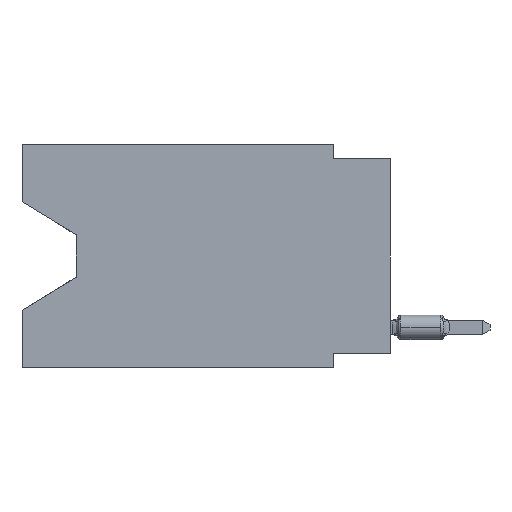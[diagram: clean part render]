
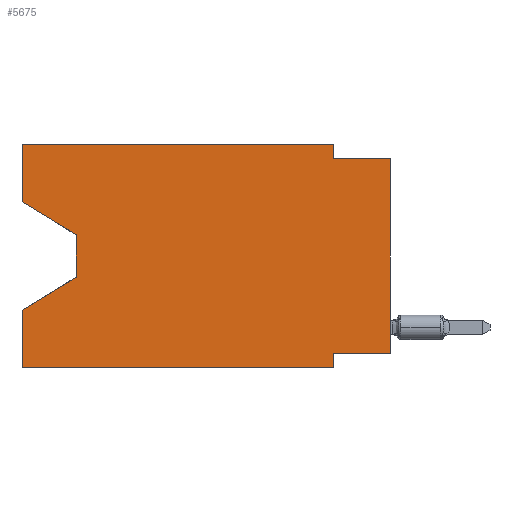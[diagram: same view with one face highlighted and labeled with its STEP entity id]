
A CAD part, left-side view. The second image highlights one B-rep face of the part: STEP entity #5675.
In plain terms, the highlighted planar face has unit normal (-1, 0, 0).
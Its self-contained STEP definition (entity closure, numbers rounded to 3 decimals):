
#3 = DIRECTION ( 'NONE',  ( 0., 1., 0. ) ) ;
#377 = ORIENTED_EDGE ( 'NONE', *, *, #11770, .F. ) ;
#473 = VECTOR ( 'NONE', #7003, 1000. ) ;
#716 = VECTOR ( 'NONE', #10418, 1000. ) ;
#734 = ORIENTED_EDGE ( 'NONE', *, *, #12818, .F. ) ;
#809 = DIRECTION ( 'NONE',  ( 0., -0.855, -0.519 ) ) ;
#813 = EDGE_CURVE ( 'NONE', #2897, #1277, #3058, .T. ) ;
#853 = VERTEX_POINT ( 'NONE', #10764 ) ;
#1038 = CARTESIAN_POINT ( 'NONE',  ( 0., 16.383, -9.906 ) ) ;
#1277 = VERTEX_POINT ( 'NONE', #5585 ) ;
#1636 = DIRECTION ( 'NONE',  ( 0., 0., 1. ) ) ;
#1957 = VECTOR ( 'NONE', #809, 1000. ) ;
#1973 = CARTESIAN_POINT ( 'NONE',  ( 0., 2.54, 0. ) ) ;
#2097 = EDGE_CURVE ( 'NONE', #2938, #7610, #3916, .T. ) ;
#2205 = LINE ( 'NONE', #8927, #9627 ) ;
#2301 = VERTEX_POINT ( 'NONE', #10391 ) ;
#2604 = CARTESIAN_POINT ( 'NONE',  ( 0., 16.383, 0. ) ) ;
#2755 = DIRECTION ( 'NONE',  ( 0., 0., 1. ) ) ;
#2804 = VERTEX_POINT ( 'NONE', #1038 ) ;
#2897 = VERTEX_POINT ( 'NONE', #7116 ) ;
#2938 = VERTEX_POINT ( 'NONE', #5169 ) ;
#3058 = LINE ( 'NONE', #4992, #473 ) ;
#3288 = ORIENTED_EDGE ( 'NONE', *, *, #11268, .T. ) ;
#3453 = DIRECTION ( 'NONE',  ( 0., 0., -1. ) ) ;
#3469 = ORIENTED_EDGE ( 'NONE', *, *, #3943, .T. ) ;
#3481 = ORIENTED_EDGE ( 'NONE', *, *, #9867, .F. ) ;
#3729 = CARTESIAN_POINT ( 'NONE',  ( 0., 16.383, 0. ) ) ;
#3826 = EDGE_CURVE ( 'NONE', #9674, #2897, #6478, .T. ) ;
#3853 = LINE ( 'NONE', #6882, #1957 ) ;
#3916 = LINE ( 'NONE', #3729, #7087 ) ;
#3943 = EDGE_CURVE ( 'NONE', #2804, #8707, #5758, .T. ) ;
#4278 = VECTOR ( 'NONE', #7597, 1000. ) ;
#4414 = DIRECTION ( 'NONE',  ( 1., 0., 0. ) ) ;
#4436 = CARTESIAN_POINT ( 'NONE',  ( 0., 13.97, -4.013 ) ) ;
#4621 = LINE ( 'NONE', #9600, #9461 ) ;
#4696 = EDGE_CURVE ( 'NONE', #2938, #9674, #3853, .T. ) ;
#4811 = DIRECTION ( 'NONE',  ( 0., 0., -1. ) ) ;
#4992 = CARTESIAN_POINT ( 'NONE',  ( 0., 13.97, -5.893 ) ) ;
#5064 = CARTESIAN_POINT ( 'NONE',  ( 0., 0., -0.635 ) ) ;
#5169 = CARTESIAN_POINT ( 'NONE',  ( 0., 16.383, -2.546 ) ) ;
#5375 = CARTESIAN_POINT ( 'NONE',  ( 0., 2.54, -9.906 ) ) ;
#5379 = PLANE ( 'NONE',  #7772 ) ;
#5450 = CARTESIAN_POINT ( 'NONE',  ( 0., 0., 0. ) ) ;
#5585 = CARTESIAN_POINT ( 'NONE',  ( 0., 16.383, -7.36 ) ) ;
#5675 = ADVANCED_FACE ( 'NONE', ( #7324 ), #5379, .F. ) ;
#5697 = VERTEX_POINT ( 'NONE', #7712 ) ;
#5706 = VECTOR ( 'NONE', #3453, 1000. ) ;
#5758 = LINE ( 'NONE', #6733, #4278 ) ;
#5912 = EDGE_CURVE ( 'NONE', #2301, #5697, #2205, .T. ) ;
#6206 = DIRECTION ( 'NONE',  ( 0., 0., -1. ) ) ;
#6356 = ORIENTED_EDGE ( 'NONE', *, *, #5912, .F. ) ;
#6478 = LINE ( 'NONE', #10379, #5706 ) ;
#6595 = VECTOR ( 'NONE', #12139, 1000. ) ;
#6708 = ORIENTED_EDGE ( 'NONE', *, *, #813, .T. ) ;
#6733 = CARTESIAN_POINT ( 'NONE',  ( 0., 16.383, -9.906 ) ) ;
#6882 = CARTESIAN_POINT ( 'NONE',  ( 0., 16.383, -2.546 ) ) ;
#7003 = DIRECTION ( 'NONE',  ( 0., 0.855, -0.519 ) ) ;
#7053 = VECTOR ( 'NONE', #9979, 1000. ) ;
#7066 = LINE ( 'NONE', #5064, #7053 ) ;
#7087 = VECTOR ( 'NONE', #2755, 1000. ) ;
#7116 = CARTESIAN_POINT ( 'NONE',  ( 0., 13.97, -5.893 ) ) ;
#7297 = ORIENTED_EDGE ( 'NONE', *, *, #8031, .F. ) ;
#7323 = VERTEX_POINT ( 'NONE', #11399 ) ;
#7324 = FACE_OUTER_BOUND ( 'NONE', #11655, .T. ) ;
#7382 = LINE ( 'NONE', #5375, #8890 ) ;
#7597 = DIRECTION ( 'NONE',  ( 0., -1., 0. ) ) ;
#7610 = VERTEX_POINT ( 'NONE', #9954 ) ;
#7651 = VECTOR ( 'NONE', #1636, 1000. ) ;
#7712 = CARTESIAN_POINT ( 'NONE',  ( 0., 2.54, -9.271 ) ) ;
#7772 = AXIS2_PLACEMENT_3D ( 'NONE', #9329, #4414, #8365 ) ;
#8031 = EDGE_CURVE ( 'NONE', #2804, #1277, #9517, .T. ) ;
#8291 = ORIENTED_EDGE ( 'NONE', *, *, #4696, .T. ) ;
#8312 = ORIENTED_EDGE ( 'NONE', *, *, #3826, .T. ) ;
#8365 = DIRECTION ( 'NONE',  ( 0., 0., -1. ) ) ;
#8707 = VERTEX_POINT ( 'NONE', #11916 ) ;
#8890 = VECTOR ( 'NONE', #6206, 1000. ) ;
#8927 = CARTESIAN_POINT ( 'NONE',  ( 0., 0., -9.271 ) ) ;
#9212 = LINE ( 'NONE', #5450, #6595 ) ;
#9329 = CARTESIAN_POINT ( 'NONE',  ( 0., 16.383, 0. ) ) ;
#9430 = CARTESIAN_POINT ( 'NONE',  ( 0., 16.383, 0. ) ) ;
#9461 = VECTOR ( 'NONE', #4811, 1000. ) ;
#9517 = LINE ( 'NONE', #2604, #7651 ) ;
#9600 = CARTESIAN_POINT ( 'NONE',  ( 0., 2.54, 0. ) ) ;
#9627 = VECTOR ( 'NONE', #3, 1000. ) ;
#9674 = VERTEX_POINT ( 'NONE', #4436 ) ;
#9867 = EDGE_CURVE ( 'NONE', #10000, #7323, #4621, .T. ) ;
#9954 = CARTESIAN_POINT ( 'NONE',  ( 0., 16.383, 0. ) ) ;
#9979 = DIRECTION ( 'NONE',  ( 0., -1., 0. ) ) ;
#10000 = VERTEX_POINT ( 'NONE', #1973 ) ;
#10379 = CARTESIAN_POINT ( 'NONE',  ( 0., 13.97, -4.013 ) ) ;
#10384 = ORIENTED_EDGE ( 'NONE', *, *, #12225, .F. ) ;
#10391 = CARTESIAN_POINT ( 'NONE',  ( 0., 0., -9.271 ) ) ;
#10418 = DIRECTION ( 'NONE',  ( 0., -1., 0. ) ) ;
#10479 = LINE ( 'NONE', #9430, #716 ) ;
#10764 = CARTESIAN_POINT ( 'NONE',  ( 0., 0., -0.635 ) ) ;
#11268 = EDGE_CURVE ( 'NONE', #2301, #853, #9212, .T. ) ;
#11399 = CARTESIAN_POINT ( 'NONE',  ( 0., 2.54, -0.635 ) ) ;
#11655 = EDGE_LOOP ( 'NONE', ( #8291, #8312, #6708, #7297, #3469, #377, #6356, #3288, #734, #3481, #10384, #12346 ) ) ;
#11770 = EDGE_CURVE ( 'NONE', #5697, #8707, #7382, .T. ) ;
#11916 = CARTESIAN_POINT ( 'NONE',  ( 0., 2.54, -9.906 ) ) ;
#12139 = DIRECTION ( 'NONE',  ( 0., 0., 1. ) ) ;
#12225 = EDGE_CURVE ( 'NONE', #7610, #10000, #10479, .T. ) ;
#12346 = ORIENTED_EDGE ( 'NONE', *, *, #2097, .F. ) ;
#12818 = EDGE_CURVE ( 'NONE', #7323, #853, #7066, .T. ) ;
